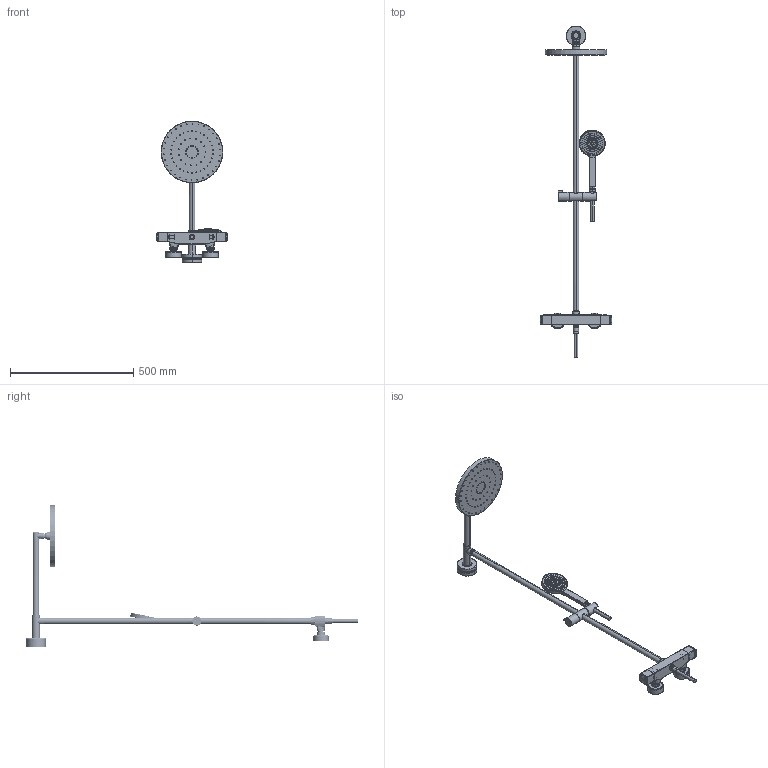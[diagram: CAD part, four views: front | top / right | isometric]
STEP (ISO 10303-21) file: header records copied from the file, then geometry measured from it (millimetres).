
FILE_DESCRIPTION(('CATIA V5 STEP Exchange','CAx-IF Rec.Pracs.--- Model Styling and Organization---1.5--- 2016-08-15','CAx-IF Rec.Pracs.---Supplemental Geometry---1.0---2011-11-01','CAx-IF Rec.Pracs.--- Composite Materials ---3.4---2017-06-13','CAx-IF Rec.Pracs.---Tessellated 3D Geometry---1.0---2015-12-17'),'2;1');
FILE_NAME('RRC78020.stp','2024-07-08T11:48:25+00:00',('none'),('none'),'CATIA Version 5-6 Release 2020 SP2','CATIA V5 STEP AP242 v2','none');
FILE_SCHEMA(('AP242_MANAGED_MODEL_BASED_3D_ENGINEERING_MIM_LF {1 0 10303 442 1 1 4}'));
Length unit declared in the file: millimetre
Products named in the file (1): DD_C78020_ASM
Bounding box: 289.95 x 1349.1 x 575.6 mm (x, y, z)
Volume: 3163520.2 mm3; surface area: 1008419.2 mm2
Topology: 85 solids, 112 shells, 9643 faces, 22082 edges, 13356 vertices
Faces by surface type: cylinder 3582, plane 2761, revolution 2538, bspline 762
Entity records: 340745 total; most frequent: CARTESIAN_POINT 153859, ORIENTED_EDGE 43136, DIRECTION 25006, EDGE_CURVE 21721, VERTEX_POINT 13356, AXIS2_PLACEMENT_3D 11051, EDGE_LOOP 10894, ADVANCED_FACE 9643
